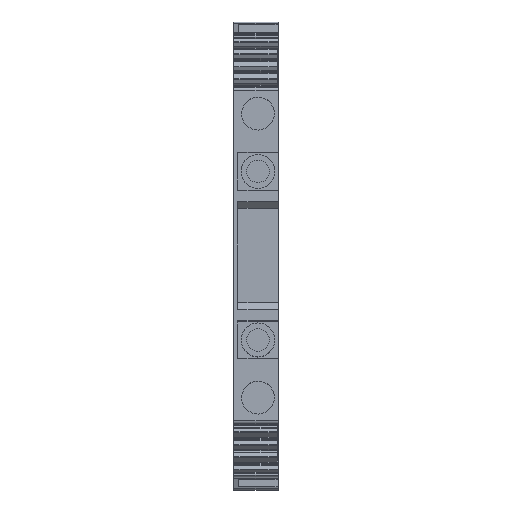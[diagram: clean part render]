
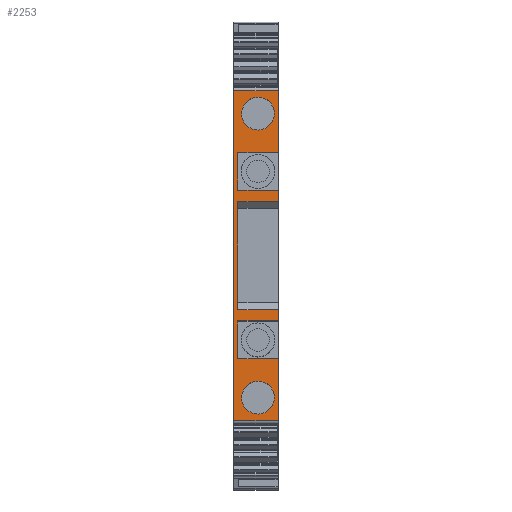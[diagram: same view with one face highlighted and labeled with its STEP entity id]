
A CAD part, top view. The second image highlights one B-rep face of the part: STEP entity #2253.
In plain terms, the highlighted planar face has unit normal (0, 0, 1).
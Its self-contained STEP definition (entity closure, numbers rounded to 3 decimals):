
#2128=AXIS2_PLACEMENT_3D('Plane Axis2P3D',#2125,#2126,#2127) ;
#2219=AXIS2_PLACEMENT_3D('Circle Axis2P3D',#2217,#2218,$) ;
#2228=AXIS2_PLACEMENT_3D('Circle Axis2P3D',#2226,#2227,$) ;
#2237=AXIS2_PLACEMENT_3D('Circle Axis2P3D',#2235,#2236,$) ;
#2246=AXIS2_PLACEMENT_3D('Circle Axis2P3D',#2244,#2245,$) ;
#430=CARTESIAN_POINT('Vertex',(7.9,23.1,49.12)) ;
#433=CARTESIAN_POINT('Line Origine',(7.9,17.65,49.12)) ;
#437=CARTESIAN_POINT('Vertex',(7.9,12.2,49.12)) ;
#1673=CARTESIAN_POINT('Vertex',(7.9,70.5,49.12)) ;
#1676=CARTESIAN_POINT('Line Origine',(7.9,65.05,49.12)) ;
#1680=CARTESIAN_POINT('Vertex',(7.9,59.6,49.12)) ;
#1701=CARTESIAN_POINT('Vertex',(7.9,52.9,49.12)) ;
#1704=CARTESIAN_POINT('Line Origine',(7.9,51.897,49.12)) ;
#1708=CARTESIAN_POINT('Vertex',(7.9,50.895,49.12)) ;
#1743=CARTESIAN_POINT('Vertex',(7.9,31.805,49.12)) ;
#1746=CARTESIAN_POINT('Line Origine',(7.9,30.803,49.12)) ;
#1750=CARTESIAN_POINT('Vertex',(7.9,29.8,49.12)) ;
#2103=CARTESIAN_POINT('Vertex',(0.75,29.8,49.12)) ;
#2113=CARTESIAN_POINT('Line Origine',(4.325,29.8,49.12)) ;
#2125=CARTESIAN_POINT('Axis2P3D Location',(7.9,70.5,49.12)) ;
#2130=CARTESIAN_POINT('Line Origine',(3.95,70.5,49.12)) ;
#2134=CARTESIAN_POINT('Vertex',(0.,70.5,49.12)) ;
#2137=CARTESIAN_POINT('Line Origine',(0.,41.35,49.12)) ;
#2141=CARTESIAN_POINT('Vertex',(0.,12.2,49.12)) ;
#2144=CARTESIAN_POINT('Line Origine',(3.95,12.2,49.12)) ;
#2149=CARTESIAN_POINT('Line Origine',(4.325,23.1,49.12)) ;
#2153=CARTESIAN_POINT('Vertex',(0.75,23.1,49.12)) ;
#2156=CARTESIAN_POINT('Line Origine',(0.75,26.45,49.12)) ;
#2161=CARTESIAN_POINT('Line Origine',(4.325,31.805,49.12)) ;
#2165=CARTESIAN_POINT('Vertex',(0.75,31.805,49.12)) ;
#2168=CARTESIAN_POINT('Line Origine',(0.75,41.35,49.12)) ;
#2172=CARTESIAN_POINT('Vertex',(0.75,50.895,49.12)) ;
#2175=CARTESIAN_POINT('Line Origine',(4.325,50.895,49.12)) ;
#2180=CARTESIAN_POINT('Line Origine',(4.325,52.9,49.12)) ;
#2184=CARTESIAN_POINT('Vertex',(0.75,52.9,49.12)) ;
#2187=CARTESIAN_POINT('Line Origine',(0.75,56.25,49.12)) ;
#2191=CARTESIAN_POINT('Vertex',(0.75,59.6,49.12)) ;
#2194=CARTESIAN_POINT('Line Origine',(4.325,59.6,49.12)) ;
#2217=CARTESIAN_POINT('Axis2P3D Location',(4.3,16.25,49.12)) ;
#2221=CARTESIAN_POINT('Vertex',(6.845,14.86,49.12)) ;
#2223=CARTESIAN_POINT('Vertex',(1.755,17.64,49.12)) ;
#2226=CARTESIAN_POINT('Axis2P3D Location',(4.3,16.25,49.12)) ;
#2235=CARTESIAN_POINT('Axis2P3D Location',(4.3,66.45,49.12)) ;
#2239=CARTESIAN_POINT('Vertex',(1.755,67.84,49.12)) ;
#2241=CARTESIAN_POINT('Vertex',(6.845,65.06,49.12)) ;
#2244=CARTESIAN_POINT('Axis2P3D Location',(4.3,66.45,49.12)) ;
#434=DIRECTION('Vector Direction',(0.,-1.,0.)) ;
#1677=DIRECTION('Vector Direction',(0.,-1.,0.)) ;
#1705=DIRECTION('Vector Direction',(0.,1.,0.)) ;
#1747=DIRECTION('Vector Direction',(0.,-1.,0.)) ;
#2114=DIRECTION('Vector Direction',(1.,0.,0.)) ;
#2126=DIRECTION('Axis2P3D Direction',(0.,0.,1.)) ;
#2127=DIRECTION('Axis2P3D XDirection',(0.,-1.,0.)) ;
#2131=DIRECTION('Vector Direction',(1.,0.,0.)) ;
#2138=DIRECTION('Vector Direction',(0.,-1.,0.)) ;
#2145=DIRECTION('Vector Direction',(1.,0.,0.)) ;
#2150=DIRECTION('Vector Direction',(-1.,0.,0.)) ;
#2157=DIRECTION('Vector Direction',(0.,-1.,0.)) ;
#2162=DIRECTION('Vector Direction',(1.,0.,0.)) ;
#2169=DIRECTION('Vector Direction',(0.,1.,0.)) ;
#2176=DIRECTION('Vector Direction',(1.,0.,0.)) ;
#2181=DIRECTION('Vector Direction',(-1.,0.,0.)) ;
#2188=DIRECTION('Vector Direction',(0.,-1.,0.)) ;
#2195=DIRECTION('Vector Direction',(1.,0.,0.)) ;
#2218=DIRECTION('Axis2P3D Direction',(0.,0.,1.)) ;
#2227=DIRECTION('Axis2P3D Direction',(0.,0.,1.)) ;
#2236=DIRECTION('Axis2P3D Direction',(0.,0.,1.)) ;
#2245=DIRECTION('Axis2P3D Direction',(0.,0.,1.)) ;
#435=VECTOR('Line Direction',#434,1.) ;
#1678=VECTOR('Line Direction',#1677,1.) ;
#1706=VECTOR('Line Direction',#1705,1.) ;
#1748=VECTOR('Line Direction',#1747,1.) ;
#2115=VECTOR('Line Direction',#2114,1.) ;
#2132=VECTOR('Line Direction',#2131,1.) ;
#2139=VECTOR('Line Direction',#2138,1.) ;
#2146=VECTOR('Line Direction',#2145,1.) ;
#2151=VECTOR('Line Direction',#2150,1.) ;
#2158=VECTOR('Line Direction',#2157,1.) ;
#2163=VECTOR('Line Direction',#2162,1.) ;
#2170=VECTOR('Line Direction',#2169,1.) ;
#2177=VECTOR('Line Direction',#2176,1.) ;
#2182=VECTOR('Line Direction',#2181,1.) ;
#2189=VECTOR('Line Direction',#2188,1.) ;
#2196=VECTOR('Line Direction',#2195,1.) ;
#2200=ORIENTED_EDGE('',*,*,#1682,.T.) ;
#2201=ORIENTED_EDGE('',*,*,#2136,.F.) ;
#2202=ORIENTED_EDGE('',*,*,#2143,.F.) ;
#2203=ORIENTED_EDGE('',*,*,#2148,.T.) ;
#2204=ORIENTED_EDGE('',*,*,#439,.T.) ;
#2205=ORIENTED_EDGE('',*,*,#2155,.F.) ;
#2206=ORIENTED_EDGE('',*,*,#2160,.F.) ;
#2207=ORIENTED_EDGE('',*,*,#2117,.F.) ;
#2208=ORIENTED_EDGE('',*,*,#1752,.F.) ;
#2209=ORIENTED_EDGE('',*,*,#2167,.F.) ;
#2210=ORIENTED_EDGE('',*,*,#2174,.T.) ;
#2211=ORIENTED_EDGE('',*,*,#2179,.F.) ;
#2212=ORIENTED_EDGE('',*,*,#1710,.T.) ;
#2213=ORIENTED_EDGE('',*,*,#2186,.F.) ;
#2214=ORIENTED_EDGE('',*,*,#2193,.F.) ;
#2215=ORIENTED_EDGE('',*,*,#2198,.F.) ;
#2232=ORIENTED_EDGE('',*,*,#2225,.F.) ;
#2233=ORIENTED_EDGE('',*,*,#2230,.F.) ;
#2250=ORIENTED_EDGE('',*,*,#2243,.F.) ;
#2251=ORIENTED_EDGE('',*,*,#2248,.F.) ;
#2234=FACE_BOUND('',#2231,.T.) ;
#2252=FACE_BOUND('',#2249,.T.) ;
#2253=ADVANCED_FACE('KLTR',(#2216,#2234,#2252),#2129,.T.) ;
#2220=CIRCLE('generated circle',#2219,2.9) ;
#2229=CIRCLE('generated circle',#2228,2.9) ;
#2238=CIRCLE('generated circle',#2237,2.9) ;
#2247=CIRCLE('generated circle',#2246,2.9) ;
#439=EDGE_CURVE('',#438,#431,#436,.F.) ;
#1682=EDGE_CURVE('',#1681,#1674,#1679,.F.) ;
#1710=EDGE_CURVE('',#1709,#1702,#1707,.T.) ;
#1752=EDGE_CURVE('',#1744,#1751,#1749,.T.) ;
#2117=EDGE_CURVE('',#1751,#2104,#2116,.F.) ;
#2136=EDGE_CURVE('',#2135,#1674,#2133,.T.) ;
#2143=EDGE_CURVE('',#2142,#2135,#2140,.F.) ;
#2148=EDGE_CURVE('',#2142,#438,#2147,.T.) ;
#2155=EDGE_CURVE('',#2154,#431,#2152,.F.) ;
#2160=EDGE_CURVE('',#2104,#2154,#2159,.T.) ;
#2167=EDGE_CURVE('',#2166,#1744,#2164,.T.) ;
#2174=EDGE_CURVE('',#2166,#2173,#2171,.T.) ;
#2179=EDGE_CURVE('',#1709,#2173,#2178,.F.) ;
#2186=EDGE_CURVE('',#2185,#1702,#2183,.F.) ;
#2193=EDGE_CURVE('',#2192,#2185,#2190,.T.) ;
#2198=EDGE_CURVE('',#1681,#2192,#2197,.F.) ;
#2225=EDGE_CURVE('',#2222,#2224,#2220,.T.) ;
#2230=EDGE_CURVE('',#2224,#2222,#2229,.T.) ;
#2243=EDGE_CURVE('',#2240,#2242,#2238,.T.) ;
#2248=EDGE_CURVE('',#2242,#2240,#2247,.T.) ;
#2199=EDGE_LOOP('',(#2200,#2201,#2202,#2203,#2204,#2205,#2206,#2207,#2208,#2209,#2210,#2211,#2212,#2213,#2214,#2215)) ;
#2231=EDGE_LOOP('',(#2232,#2233)) ;
#2249=EDGE_LOOP('',(#2250,#2251)) ;
#2216=FACE_OUTER_BOUND('',#2199,.T.) ;
#436=LINE('Line',#433,#435) ;
#1679=LINE('Line',#1676,#1678) ;
#1707=LINE('Line',#1704,#1706) ;
#1749=LINE('Line',#1746,#1748) ;
#2116=LINE('Line',#2113,#2115) ;
#2133=LINE('Line',#2130,#2132) ;
#2140=LINE('Line',#2137,#2139) ;
#2147=LINE('Line',#2144,#2146) ;
#2152=LINE('Line',#2149,#2151) ;
#2159=LINE('Line',#2156,#2158) ;
#2164=LINE('Line',#2161,#2163) ;
#2171=LINE('Line',#2168,#2170) ;
#2178=LINE('Line',#2175,#2177) ;
#2183=LINE('Line',#2180,#2182) ;
#2190=LINE('Line',#2187,#2189) ;
#2197=LINE('Line',#2194,#2196) ;
#2129=PLANE('',#2128) ;
#431=VERTEX_POINT('',#430) ;
#438=VERTEX_POINT('',#437) ;
#1674=VERTEX_POINT('',#1673) ;
#1681=VERTEX_POINT('',#1680) ;
#1702=VERTEX_POINT('',#1701) ;
#1709=VERTEX_POINT('',#1708) ;
#1744=VERTEX_POINT('',#1743) ;
#1751=VERTEX_POINT('',#1750) ;
#2104=VERTEX_POINT('',#2103) ;
#2135=VERTEX_POINT('',#2134) ;
#2142=VERTEX_POINT('',#2141) ;
#2154=VERTEX_POINT('',#2153) ;
#2166=VERTEX_POINT('',#2165) ;
#2173=VERTEX_POINT('',#2172) ;
#2185=VERTEX_POINT('',#2184) ;
#2192=VERTEX_POINT('',#2191) ;
#2222=VERTEX_POINT('',#2221) ;
#2224=VERTEX_POINT('',#2223) ;
#2240=VERTEX_POINT('',#2239) ;
#2242=VERTEX_POINT('',#2241) ;
